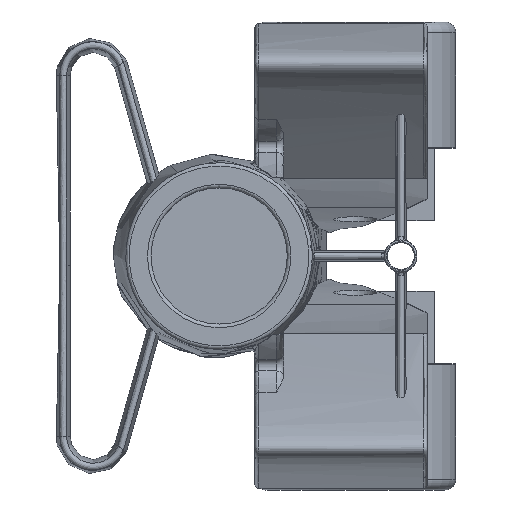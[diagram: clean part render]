
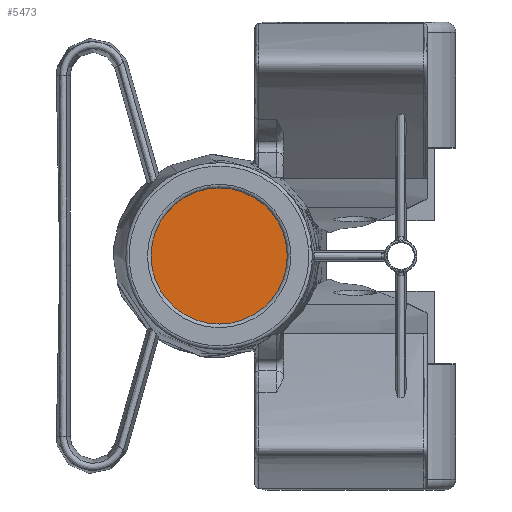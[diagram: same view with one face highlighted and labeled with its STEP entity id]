
A CAD part, left-side view. The second image highlights one B-rep face of the part: STEP entity #5473.
In plain terms, the highlighted planar face has unit normal (-1, 0, 0).
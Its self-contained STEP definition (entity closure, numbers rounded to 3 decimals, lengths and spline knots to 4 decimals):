
#829=PLANE('',#5765);
#1391=FACE_OUTER_BOUND('',#1689,.T.);
#1689=EDGE_LOOP('',(#4307));
#1923=CIRCLE('',#5764,9.5);
#2327=VERTEX_POINT('',#18205);
#3069=EDGE_CURVE('',#2327,#2327,#1923,.T.);
#4307=ORIENTED_EDGE('',*,*,#3069,.F.);
#5473=ADVANCED_FACE('',(#1391),#829,.F.);
#5764=AXIS2_PLACEMENT_3D('',#18207,#6205,#6206);
#5765=AXIS2_PLACEMENT_3D('',#18208,#6207,#6208);
#6205=DIRECTION('center_axis',(1.,0.,0.));
#6206=DIRECTION('ref_axis',(0.,0.,-1.));
#6207=DIRECTION('center_axis',(1.,0.,0.));
#6208=DIRECTION('ref_axis',(0.,0.,-1.));
#18205=CARTESIAN_POINT('',(56.,29.,9.5));
#18207=CARTESIAN_POINT('Origin',(56.,29.,0.));
#18208=CARTESIAN_POINT('Origin',(56.,29.,0.));
